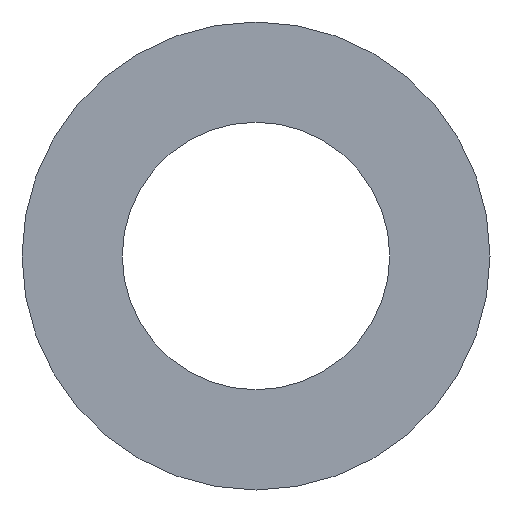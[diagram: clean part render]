
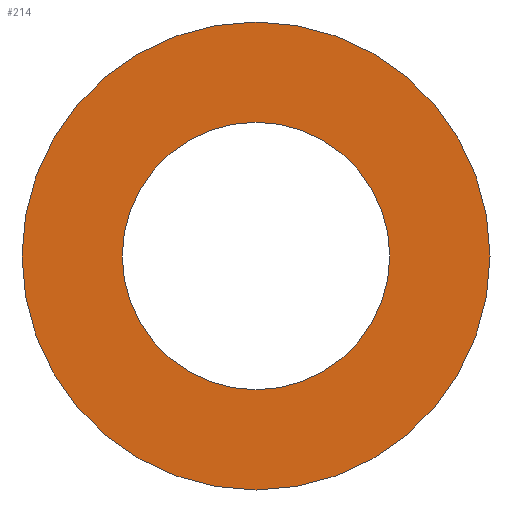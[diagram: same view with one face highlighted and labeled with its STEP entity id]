
A CAD part, front view. The second image highlights one B-rep face of the part: STEP entity #214.
In plain terms, the highlighted planar face has unit normal (0, -1, 0).
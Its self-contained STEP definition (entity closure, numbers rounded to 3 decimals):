
#2 = ORIENTED_EDGE ( 'NONE', *, *, #68, .F. ) ;
#5 = EDGE_CURVE ( 'NONE', #192, #304, #210, .T. ) ;
#12 = PLANE ( 'NONE',  #136 ) ;
#25 = CARTESIAN_POINT ( 'NONE',  ( 0., 0., 0. ) ) ;
#34 = DIRECTION ( 'NONE',  ( 0., 0., -1. ) ) ;
#40 = CARTESIAN_POINT ( 'NONE',  ( 0., 0., -4. ) ) ;
#54 = AXIS2_PLACEMENT_3D ( 'NONE', #25, #138, #291 ) ;
#55 = CIRCLE ( 'NONE', #261, 7. ) ;
#68 = EDGE_CURVE ( 'NONE', #250, #308, #100, .T. ) ;
#99 = DIRECTION ( 'NONE',  ( 0., -1., 0. ) ) ;
#100 = CIRCLE ( 'NONE', #54, 4. ) ;
#121 = EDGE_LOOP ( 'NONE', ( #253, #278 ) ) ;
#135 = DIRECTION ( 'NONE',  ( 0., -1., 0. ) ) ;
#136 = AXIS2_PLACEMENT_3D ( 'NONE', #145, #99, #34 ) ;
#138 = DIRECTION ( 'NONE',  ( 0., -1., 0. ) ) ;
#139 = CARTESIAN_POINT ( 'NONE',  ( 0., 0., 0. ) ) ;
#140 = FACE_OUTER_BOUND ( 'NONE', #121, .T. ) ;
#141 = AXIS2_PLACEMENT_3D ( 'NONE', #310, #135, #159 ) ;
#145 = CARTESIAN_POINT ( 'NONE',  ( 0., 0., -4. ) ) ;
#158 = DIRECTION ( 'NONE',  ( 0., -1., 0. ) ) ;
#159 = DIRECTION ( 'NONE',  ( 0., 0., -1. ) ) ;
#168 = CARTESIAN_POINT ( 'NONE',  ( 0., 0., 4. ) ) ;
#175 = DIRECTION ( 'NONE',  ( 0., -1., 0. ) ) ;
#192 = VERTEX_POINT ( 'NONE', #234 ) ;
#210 = CIRCLE ( 'NONE', #141, 7. ) ;
#214 = ADVANCED_FACE ( 'NONE', ( #140, #260 ), #12, .T. ) ;
#216 = DIRECTION ( 'NONE',  ( 0., 0., -1. ) ) ;
#227 = AXIS2_PLACEMENT_3D ( 'NONE', #328, #158, #216 ) ;
#229 = CARTESIAN_POINT ( 'NONE',  ( 0., 0., -7. ) ) ;
#230 = ORIENTED_EDGE ( 'NONE', *, *, #252, .F. ) ;
#234 = CARTESIAN_POINT ( 'NONE',  ( 0., 0., 7. ) ) ;
#250 = VERTEX_POINT ( 'NONE', #40 ) ;
#252 = EDGE_CURVE ( 'NONE', #308, #250, #357, .T. ) ;
#253 = ORIENTED_EDGE ( 'NONE', *, *, #335, .T. ) ;
#260 = FACE_BOUND ( 'NONE', #362, .T. ) ;
#261 = AXIS2_PLACEMENT_3D ( 'NONE', #139, #175, #317 ) ;
#278 = ORIENTED_EDGE ( 'NONE', *, *, #5, .T. ) ;
#291 = DIRECTION ( 'NONE',  ( 0., 0., -1. ) ) ;
#304 = VERTEX_POINT ( 'NONE', #229 ) ;
#308 = VERTEX_POINT ( 'NONE', #168 ) ;
#310 = CARTESIAN_POINT ( 'NONE',  ( 0., 0., 0. ) ) ;
#317 = DIRECTION ( 'NONE',  ( 0., 0., -1. ) ) ;
#328 = CARTESIAN_POINT ( 'NONE',  ( 0., 0., 0. ) ) ;
#335 = EDGE_CURVE ( 'NONE', #304, #192, #55, .T. ) ;
#357 = CIRCLE ( 'NONE', #227, 4. ) ;
#362 = EDGE_LOOP ( 'NONE', ( #2, #230 ) ) ;
